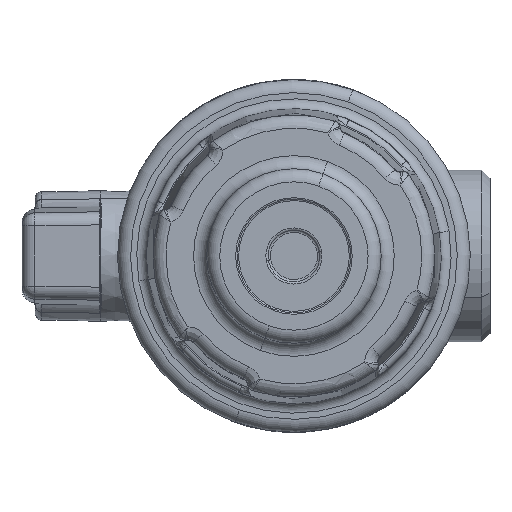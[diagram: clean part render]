
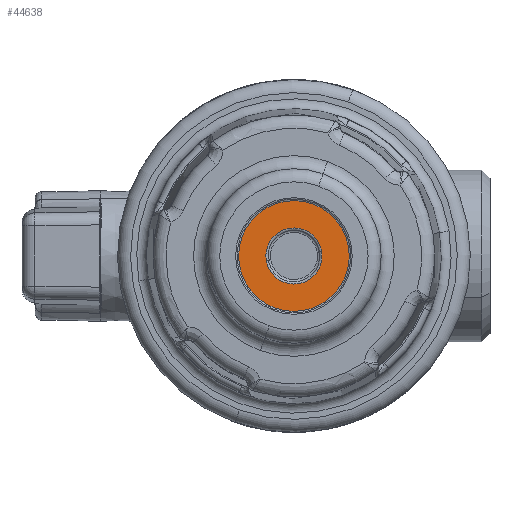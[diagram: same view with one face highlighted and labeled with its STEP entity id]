
A CAD part, front view. The second image highlights one B-rep face of the part: STEP entity #44638.
In plain terms, the highlighted planar face has unit normal (0, -1, 0).
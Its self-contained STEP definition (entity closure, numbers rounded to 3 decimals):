
#44542=CARTESIAN_POINT('Vertex',(8.36,-93.5,1.344)) ;
#44545=CARTESIAN_POINT('Axis2P3D Location',(0.,-93.5,0.)) ;
#44549=CARTESIAN_POINT('Vertex',(-8.36,-93.5,-1.344)) ;
#44569=CARTESIAN_POINT('Axis2P3D Location',(0.,-93.5,0.)) ;
#44611=CARTESIAN_POINT('Axis2P3D Location',(0.,-93.5,0.)) ;
#44620=CARTESIAN_POINT('Axis2P3D Location',(0.,-93.5,0.)) ;
#44624=CARTESIAN_POINT('Vertex',(-4.238,-93.5,-0.681)) ;
#44626=CARTESIAN_POINT('Vertex',(4.238,-93.5,0.681)) ;
#44629=CARTESIAN_POINT('Axis2P3D Location',(0.,-93.5,0.)) ;
#44546=DIRECTION('Axis2P3D Direction',(0.,-1.,0.)) ;
#44570=DIRECTION('Axis2P3D Direction',(0.,-1.,0.)) ;
#44612=DIRECTION('Axis2P3D Direction',(0.,-1.,0.)) ;
#44613=DIRECTION('Axis2P3D XDirection',(-0.987,0.,-0.159)) ;
#44621=DIRECTION('Axis2P3D Direction',(0.,-1.,0.)) ;
#44630=DIRECTION('Axis2P3D Direction',(0.,-1.,0.)) ;
#44547=AXIS2_PLACEMENT_3D('Circle Axis2P3D',#44545,#44546,$) ;
#44571=AXIS2_PLACEMENT_3D('Circle Axis2P3D',#44569,#44570,$) ;
#44614=AXIS2_PLACEMENT_3D('Plane Axis2P3D',#44611,#44612,#44613) ;
#44622=AXIS2_PLACEMENT_3D('Circle Axis2P3D',#44620,#44621,$) ;
#44631=AXIS2_PLACEMENT_3D('Circle Axis2P3D',#44629,#44630,$) ;
#44617=ORIENTED_EDGE('',*,*,#44573,.F.) ;
#44618=ORIENTED_EDGE('',*,*,#44551,.F.) ;
#44635=ORIENTED_EDGE('',*,*,#44628,.F.) ;
#44636=ORIENTED_EDGE('',*,*,#44633,.F.) ;
#44637=FACE_BOUND('',#44634,.T.) ;
#44638=ADVANCED_FACE('PartBody',(#44619,#44637),#44615,.T.) ;
#44548=CIRCLE('generated circle',#44547,8.467) ;
#44572=CIRCLE('generated circle',#44571,8.467) ;
#44623=CIRCLE('generated circle',#44622,4.293) ;
#44632=CIRCLE('generated circle',#44631,4.293) ;
#44551=EDGE_CURVE('',#44543,#44550,#44548,.F.) ;
#44573=EDGE_CURVE('',#44550,#44543,#44572,.F.) ;
#44628=EDGE_CURVE('',#44625,#44627,#44623,.T.) ;
#44633=EDGE_CURVE('',#44627,#44625,#44632,.T.) ;
#44616=EDGE_LOOP('',(#44617,#44618)) ;
#44634=EDGE_LOOP('',(#44635,#44636)) ;
#44619=FACE_OUTER_BOUND('',#44616,.T.) ;
#44615=PLANE('',#44614) ;
#44543=VERTEX_POINT('',#44542) ;
#44550=VERTEX_POINT('',#44549) ;
#44625=VERTEX_POINT('',#44624) ;
#44627=VERTEX_POINT('',#44626) ;
